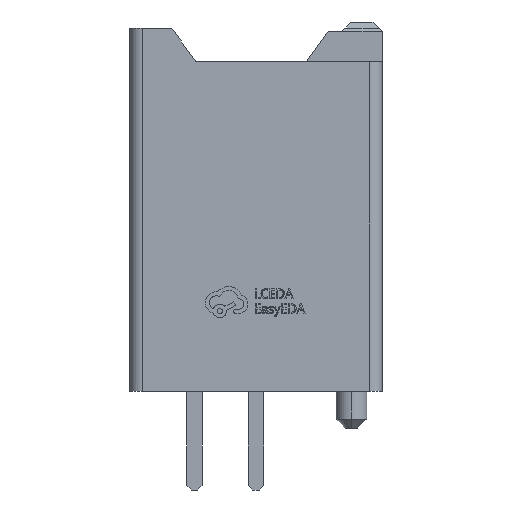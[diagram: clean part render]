
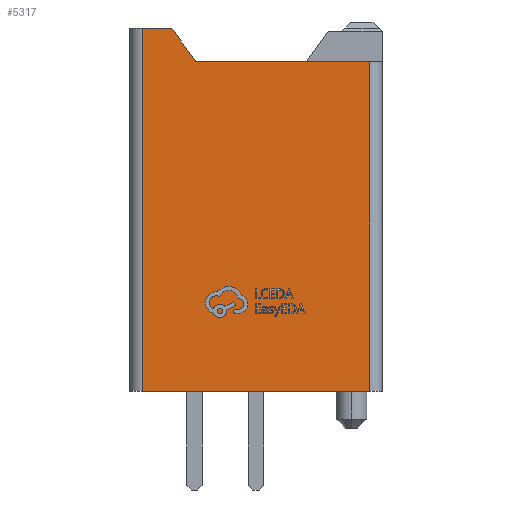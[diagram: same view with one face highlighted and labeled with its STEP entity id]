
A CAD part, left-side view. The second image highlights one B-rep face of the part: STEP entity #5317.
In plain terms, the highlighted planar face has unit normal (-1, 0, 0).
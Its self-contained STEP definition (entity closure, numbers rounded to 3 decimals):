
#71 = CARTESIAN_POINT ( 'NONE',  ( -9., 0.952, 10.716 ) ) ;
#891 = CARTESIAN_POINT ( 'NONE',  ( -9., 1.84, 11.6 ) ) ;
#1917 = CARTESIAN_POINT ( 'NONE',  ( -9., 2.7, 0. ) ) ;
#2054 = DIRECTION ( 'NONE',  ( 0., 0., -1. ) ) ;
#2064 = EDGE_CURVE ( 'NONE', #9662, #8379, #25682, .T. ) ;
#2268 = CARTESIAN_POINT ( 'NONE',  ( -9., -2.634, 10.716 ) ) ;
#2624 = ORIENTED_EDGE ( 'NONE', *, *, #2064, .T. ) ;
#2852 = CARTESIAN_POINT ( 'NONE',  ( -9., -4.7, 0. ) ) ;
#3013 = CIRCLE ( 'NONE', #25290, 0.2 ) ;
#3083 = LINE ( 'NONE', #20422, #25311 ) ;
#3594 = EDGE_CURVE ( 'NONE', #25974, #23469, #20915, .T. ) ;
#4354 = VERTEX_POINT ( 'NONE', #27250 ) ;
#5317 = ADVANCED_FACE ( 'NONE', ( #19837 ), #24252, .F. ) ;
#5479 = VECTOR ( 'NONE', #25343, 1000. ) ;
#5978 = CARTESIAN_POINT ( 'NONE',  ( -9., 2.7, 0. ) ) ;
#6264 = LINE ( 'NONE', #2268, #14798 ) ;
#6605 = LINE ( 'NONE', #19551, #27064 ) ;
#7241 = CARTESIAN_POINT ( 'NONE',  ( -9., 1.84, 11.8 ) ) ;
#7480 = DIRECTION ( 'NONE',  ( 1., 0., 0. ) ) ;
#8379 = VERTEX_POINT ( 'NONE', #2852 ) ;
#8676 = VERTEX_POINT ( 'NONE', #19902 ) ;
#8704 = DIRECTION ( 'NONE',  ( 0., 1., 0. ) ) ;
#8764 = CARTESIAN_POINT ( 'NONE',  ( -9., 2.7, 11.8 ) ) ;
#8951 = ORIENTED_EDGE ( 'NONE', *, *, #11869, .T. ) ;
#9566 = DIRECTION ( 'NONE',  ( -1., 0., 0. ) ) ;
#9618 = CARTESIAN_POINT ( 'NONE',  ( -9., 2.7, 12. ) ) ;
#9662 = VERTEX_POINT ( 'NONE', #5978 ) ;
#10239 = CARTESIAN_POINT ( 'NONE',  ( -9., 1.738, 11.8 ) ) ;
#10571 = EDGE_CURVE ( 'NONE', #8676, #8379, #6605, .T. ) ;
#10590 = VERTEX_POINT ( 'NONE', #71 ) ;
#10950 = EDGE_CURVE ( 'NONE', #4354, #25974, #3013, .T. ) ;
#11778 = CARTESIAN_POINT ( 'NONE',  ( -9., 2.7, 12. ) ) ;
#11869 = EDGE_CURVE ( 'NONE', #8676, #10590, #6264, .T. ) ;
#11901 = LINE ( 'NONE', #11778, #17570 ) ;
#12592 = EDGE_CURVE ( 'NONE', #10590, #4354, #3083, .T. ) ;
#13291 = ORIENTED_EDGE ( 'NONE', *, *, #19424, .T. ) ;
#13842 = ORIENTED_EDGE ( 'NONE', *, *, #10950, .T. ) ;
#14621 = ORIENTED_EDGE ( 'NONE', *, *, #3594, .T. ) ;
#14798 = VECTOR ( 'NONE', #8704, 1000. ) ;
#16160 = DIRECTION ( 'NONE',  ( 0., 0.587, 0.81 ) ) ;
#16848 = EDGE_LOOP ( 'NONE', ( #18955, #13842, #14621, #13291, #2624, #25937, #8951 ) ) ;
#17570 = VECTOR ( 'NONE', #20436, 1000. ) ;
#18955 = ORIENTED_EDGE ( 'NONE', *, *, #12592, .T. ) ;
#18979 = DIRECTION ( 'NONE',  ( 0., -1., 0. ) ) ;
#19424 = EDGE_CURVE ( 'NONE', #23469, #9662, #11901, .T. ) ;
#19551 = CARTESIAN_POINT ( 'NONE',  ( -9., -4.7, 12. ) ) ;
#19837 = FACE_OUTER_BOUND ( 'NONE', #16848, .T. ) ;
#19902 = CARTESIAN_POINT ( 'NONE',  ( -9., -4.7, 10.716 ) ) ;
#19980 = DIRECTION ( 'NONE',  ( 0., 0., -1. ) ) ;
#20422 = CARTESIAN_POINT ( 'NONE',  ( -9., 0.952, 10.716 ) ) ;
#20436 = DIRECTION ( 'NONE',  ( 0., 0., -1. ) ) ;
#20915 = LINE ( 'NONE', #10239, #5479 ) ;
#21386 = VECTOR ( 'NONE', #18979, 1000. ) ;
#22640 = DIRECTION ( 'NONE',  ( 0., 0., -1. ) ) ;
#23469 = VERTEX_POINT ( 'NONE', #8764 ) ;
#23484 = AXIS2_PLACEMENT_3D ( 'NONE', #9618, #7480, #19980 ) ;
#24252 = PLANE ( 'NONE',  #23484 ) ;
#25290 = AXIS2_PLACEMENT_3D ( 'NONE', #891, #9566, #22640 ) ;
#25311 = VECTOR ( 'NONE', #16160, 1000. ) ;
#25343 = DIRECTION ( 'NONE',  ( 0., 1., 0. ) ) ;
#25682 = LINE ( 'NONE', #1917, #21386 ) ;
#25937 = ORIENTED_EDGE ( 'NONE', *, *, #10571, .F. ) ;
#25974 = VERTEX_POINT ( 'NONE', #7241 ) ;
#27064 = VECTOR ( 'NONE', #2054, 1000. ) ;
#27250 = CARTESIAN_POINT ( 'NONE',  ( -9., 1.678, 11.717 ) ) ;
